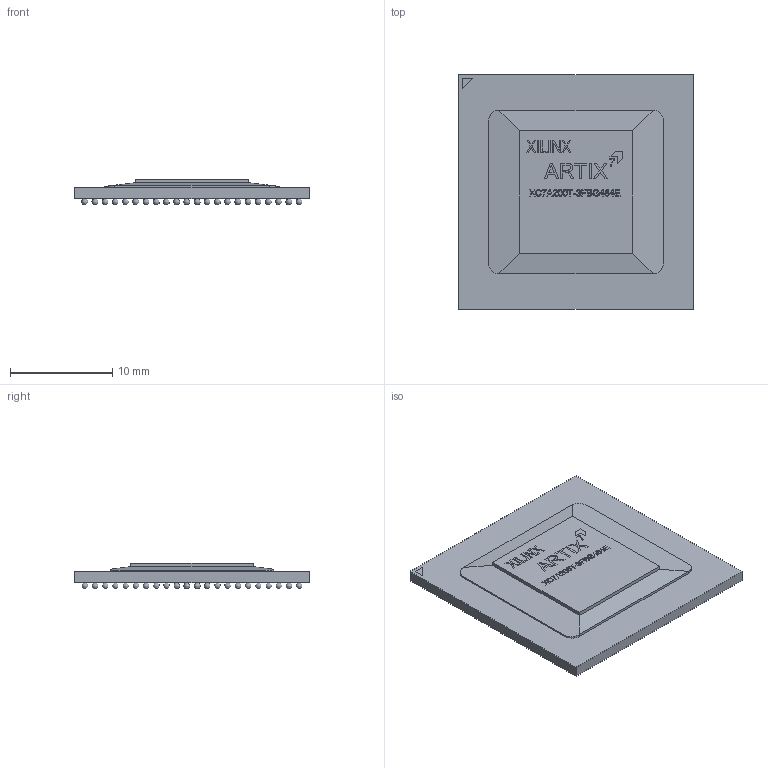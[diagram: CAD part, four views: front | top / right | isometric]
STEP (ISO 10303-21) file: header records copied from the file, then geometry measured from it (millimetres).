
FILE_DESCRIPTION(/* description */ (''),/* implementation_level */ '2;1');
FILE_NAME(/* name */ 'Xilinx XC7A200T-3FBG484E - IC FPGA ARTIX7 285 IO 484FCBGA.stp',/* time_stamp */ '2019-05-09T12:42:39-04:00',/* author */ ('Ricardo'),/* organization */ (''),/* preprocessor_version */ 'ST-DEVELOPER v16.5',/* originating_system */ 'Autodesk Inventor 2017',/* authorisation */ '');
FILE_SCHEMA (('AUTOMOTIVE_DESIGN { 1 0 10303 214 3 1 1 }'));
Length unit declared in the file: millimetre
Products named in the file (7): Xilinx XC7A200T-3FBG484E - IC FPGA ARTIX7 285 IO 484FCBGA; body; ball array; die; die keep out area; pin 1 marking; part number
Assembly tree (6 placements, depth 2):
  Xilinx XC7A200T-3FBG484E - IC FPGA ARTIX7 285 IO 484FCBGA
    body
    ball array
    die
    die keep out area
    pin 1 marking
    part number
Bounding box: 23 x 23 x 2.54 mm (x, y, z)
Volume: 859.6 mm3; surface area: 2729.7 mm2
Topology: 489 solids, 489 shells, 901 faces, 2546 edges, 1696 vertices
Faces by surface type: sphere 484, plane 293, bspline 119, cylinder 5
Entity records: 24608 total; most frequent: CARTESIAN_POINT 5702, DIRECTION 3430, ORIENTED_EDGE 3156, VERTEX_POINT 1696, EDGE_CURVE 1578, AXIS2_PLACEMENT_3D 1292, EDGE_LOOP 942, FACE_OUTER_BOUND 901
